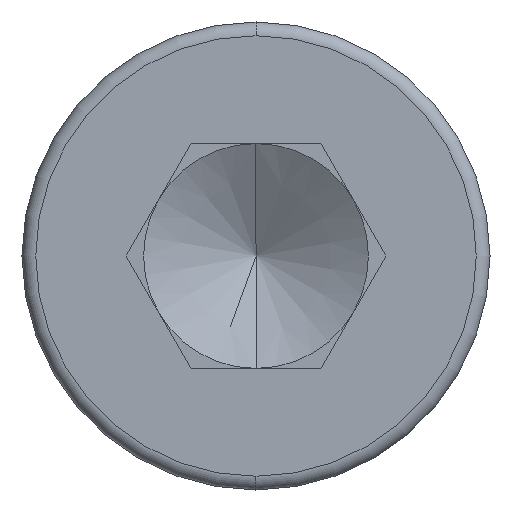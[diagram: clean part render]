
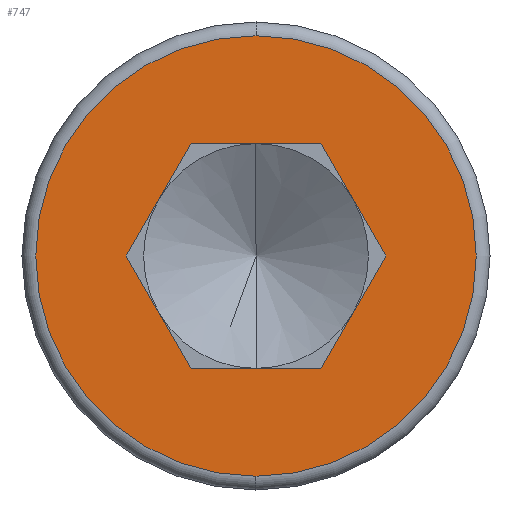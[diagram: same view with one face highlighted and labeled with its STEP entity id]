
A CAD part, left-side view. The second image highlights one B-rep face of the part: STEP entity #747.
In plain terms, the highlighted planar face has unit normal (-1, 0, 0).
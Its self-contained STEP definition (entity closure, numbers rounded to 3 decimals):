
#22 = PLANE ( 'NONE',  #675 ) ;
#39 = CARTESIAN_POINT ( 'NONE',  ( 0., -2.358, 0. ) ) ;
#180 = VECTOR ( 'NONE', #374, 1000. ) ;
#184 = DIRECTION ( 'NONE',  ( 0., 0., 1. ) ) ;
#230 = ORIENTED_EDGE ( 'NONE', *, *, #1908, .T. ) ;
#253 = CIRCLE ( 'NONE', #3061, 4. ) ;
#374 = DIRECTION ( 'NONE',  ( 0., -0.5, -0.866 ) ) ;
#377 = CARTESIAN_POINT ( 'NONE',  ( 0., -2.358, 0. ) ) ;
#379 = CARTESIAN_POINT ( 'NONE',  ( 0., 2.358, 0. ) ) ;
#425 = FACE_BOUND ( 'NONE', #1049, .T. ) ;
#453 = CARTESIAN_POINT ( 'NONE',  ( 0., 0., -4. ) ) ;
#463 = FACE_OUTER_BOUND ( 'NONE', #930, .T. ) ;
#484 = CARTESIAN_POINT ( 'NONE',  ( 0., 0., 0. ) ) ;
#493 = DIRECTION ( 'NONE',  ( -1., 0., 0. ) ) ;
#546 = EDGE_CURVE ( 'NONE', #3293, #2439, #582, .T. ) ;
#581 = CIRCLE ( 'NONE', #3488, 4. ) ;
#582 = LINE ( 'NONE', #3342, #602 ) ;
#602 = VECTOR ( 'NONE', #1332, 1000. ) ;
#631 = CARTESIAN_POINT ( 'NONE',  ( 0., 1.179, -2.042 ) ) ;
#675 = AXIS2_PLACEMENT_3D ( 'NONE', #1643, #1728, #1601 ) ;
#685 = LINE ( 'NONE', #377, #1753 ) ;
#747 = ADVANCED_FACE ( 'NONE', ( #425, #463 ), #22, .T. ) ;
#855 = CARTESIAN_POINT ( 'NONE',  ( 0., 2.358, 0. ) ) ;
#887 = CARTESIAN_POINT ( 'NONE',  ( 0., 1.179, 2.042 ) ) ;
#896 = CARTESIAN_POINT ( 'NONE',  ( 0., 0., 4. ) ) ;
#930 = EDGE_LOOP ( 'NONE', ( #2513, #2825 ) ) ;
#958 = CARTESIAN_POINT ( 'NONE',  ( 0., -1.179, 2.042 ) ) ;
#1049 = EDGE_LOOP ( 'NONE', ( #230, #2834, #1686, #2962, #2923, #2538 ) ) ;
#1139 = CARTESIAN_POINT ( 'NONE',  ( 0., -1.179, 2.042 ) ) ;
#1276 = DIRECTION ( 'NONE',  ( 0., 0., 1. ) ) ;
#1332 = DIRECTION ( 'NONE',  ( 0., -0.5, -0.866 ) ) ;
#1396 = DIRECTION ( 'NONE',  ( 0., 1., 0. ) ) ;
#1403 = CARTESIAN_POINT ( 'NONE',  ( 0., -1.179, -2.042 ) ) ;
#1476 = EDGE_CURVE ( 'NONE', #3411, #3299, #581, .T. ) ;
#1589 = VERTEX_POINT ( 'NONE', #855 ) ;
#1601 = DIRECTION ( 'NONE',  ( 0., 0., 1. ) ) ;
#1643 = CARTESIAN_POINT ( 'NONE',  ( 0., 0., 0. ) ) ;
#1660 = CARTESIAN_POINT ( 'NONE',  ( 0., 1.179, -2.042 ) ) ;
#1664 = EDGE_CURVE ( 'NONE', #3299, #3411, #253, .T. ) ;
#1665 = DIRECTION ( 'NONE',  ( -1., 0., 0. ) ) ;
#1686 = ORIENTED_EDGE ( 'NONE', *, *, #546, .T. ) ;
#1709 = VECTOR ( 'NONE', #1396, 1000. ) ;
#1728 = DIRECTION ( 'NONE',  ( -1., 0., 0. ) ) ;
#1753 = VECTOR ( 'NONE', #3027, 1000. ) ;
#1759 = EDGE_CURVE ( 'NONE', #3293, #2539, #2067, .T. ) ;
#1829 = VECTOR ( 'NONE', #3025, 1000. ) ;
#1908 = EDGE_CURVE ( 'NONE', #1589, #2539, #1924, .T. ) ;
#1924 = LINE ( 'NONE', #3185, #1829 ) ;
#2067 = LINE ( 'NONE', #958, #1709 ) ;
#2242 = VERTEX_POINT ( 'NONE', #631 ) ;
#2281 = EDGE_CURVE ( 'NONE', #1589, #2242, #3125, .T. ) ;
#2439 = VERTEX_POINT ( 'NONE', #39 ) ;
#2513 = ORIENTED_EDGE ( 'NONE', *, *, #1664, .T. ) ;
#2538 = ORIENTED_EDGE ( 'NONE', *, *, #2281, .F. ) ;
#2539 = VERTEX_POINT ( 'NONE', #887 ) ;
#2691 = CARTESIAN_POINT ( 'NONE',  ( 0., 0., 0. ) ) ;
#2825 = ORIENTED_EDGE ( 'NONE', *, *, #1476, .T. ) ;
#2834 = ORIENTED_EDGE ( 'NONE', *, *, #1759, .F. ) ;
#2893 = EDGE_CURVE ( 'NONE', #2242, #3395, #3142, .T. ) ;
#2923 = ORIENTED_EDGE ( 'NONE', *, *, #2893, .F. ) ;
#2962 = ORIENTED_EDGE ( 'NONE', *, *, #3150, .T. ) ;
#3025 = DIRECTION ( 'NONE',  ( 0., -0.5, 0.866 ) ) ;
#3027 = DIRECTION ( 'NONE',  ( 0., 0.5, -0.866 ) ) ;
#3061 = AXIS2_PLACEMENT_3D ( 'NONE', #2691, #1665, #184 ) ;
#3125 = LINE ( 'NONE', #379, #180 ) ;
#3142 = LINE ( 'NONE', #1660, #3400 ) ;
#3150 = EDGE_CURVE ( 'NONE', #2439, #3395, #685, .T. ) ;
#3185 = CARTESIAN_POINT ( 'NONE',  ( 0., 2.358, 0. ) ) ;
#3293 = VERTEX_POINT ( 'NONE', #1139 ) ;
#3299 = VERTEX_POINT ( 'NONE', #896 ) ;
#3342 = CARTESIAN_POINT ( 'NONE',  ( 0., -1.179, 2.042 ) ) ;
#3370 = DIRECTION ( 'NONE',  ( 0., -1., 0. ) ) ;
#3395 = VERTEX_POINT ( 'NONE', #1403 ) ;
#3400 = VECTOR ( 'NONE', #3370, 1000. ) ;
#3411 = VERTEX_POINT ( 'NONE', #453 ) ;
#3488 = AXIS2_PLACEMENT_3D ( 'NONE', #484, #493, #1276 ) ;
